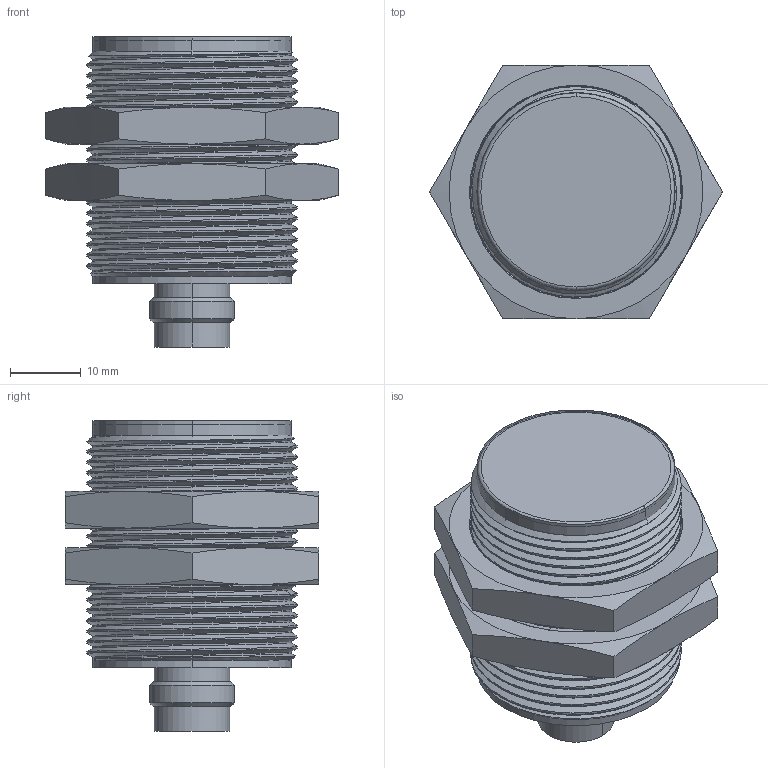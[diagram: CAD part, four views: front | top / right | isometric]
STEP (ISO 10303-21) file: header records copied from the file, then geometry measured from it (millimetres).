
FILE_DESCRIPTION((''),'2;1');
FILE_NAME('210926_ASM','2019-03-19T13:02:31',('pdmadmin'),('BANNER ENGINEERING'),'CREO PARAMETRIC BY PTC INC, 2018300','CREO PARAMETRIC BY PTC INC, 2018300','');
FILE_SCHEMA(('CONFIG_CONTROL_DESIGN'));
Length unit declared in the file: millimetre
Products named in the file (4): 807135_PART_1; 807135_PART_2; 807135_ASM; 210926_ASM
Assembly tree (4 placements, depth 3):
  210926_ASM
    807135_ASM
      807135_PART_1
      807135_PART_2  x2
Bounding box: 41.57 x 36 x 44 mm (x, y, z)
Volume: 12586.1 mm3; surface area: 19136.8 mm2
Topology: 3 solids, 6 shells, 221 faces, 567 edges, 365 vertices
Faces by surface type: cylinder 102, cone 40, plane 38, bspline 30, sphere 9, torus 2
Entity records: 14716 total; most frequent: CARTESIAN_POINT 10404, ORIENTED_EDGE 914, DIRECTION 806, EDGE_CURVE 461, AXIS2_PLACEMENT_3D 336, VERTEX_POINT 302, EDGE_LOOP 209, FACE_OUTER_BOUND 185
